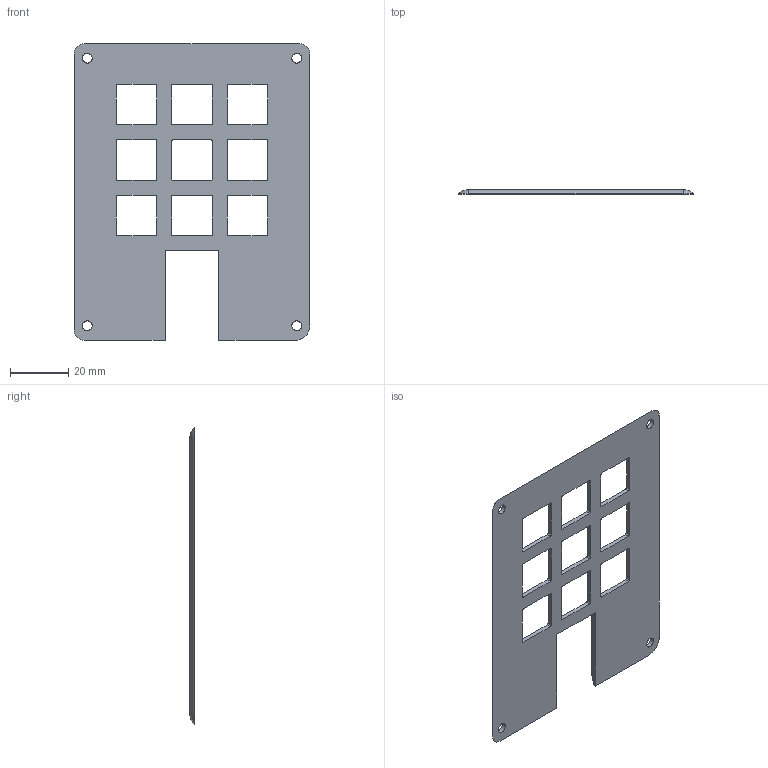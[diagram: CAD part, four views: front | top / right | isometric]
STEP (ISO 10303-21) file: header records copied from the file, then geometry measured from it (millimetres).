
FILE_DESCRIPTION(/* description */ (''),/* implementation_level */ '2;1');
FILE_NAME(/* name */ 'Key Cover_.step',/* time_stamp */ '2025-12-13T00:16:42-05:00',/* author */ (''),/* organization */ (''),/* preprocessor_version */ 'ST-DEVELOPER v20.1',/* originating_system */ 'Autodesk Translation Framework v14.21.0.0',/* authorisation */ '');
FILE_SCHEMA (('AUTOMOTIVE_DESIGN { 1 0 10303 214 3 1 1 }'));
Length unit declared in the file: millimetre
Products named in the file (1): 2025-12-11-22-53-36-262
Bounding box: 81.03 x 1.5 x 102 mm (x, y, z)
Volume: 8261.3 mm3; surface area: 12821.1 mm2
Topology: 1 solids, 1 shells, 93 faces, 282 edges, 187 vertices
Faces by surface type: cylinder 45, plane 44, sphere 3, bspline 1
Full cylindrical faces by diameter (mm): 3.4 x4
Entity records: 3349 total; most frequent: CARTESIAN_POINT 662, ORIENTED_EDGE 564, DIRECTION 556, EDGE_CURVE 282, AXIS2_PLACEMENT_3D 192, VERTEX_POINT 187, LINE 172, VECTOR 172
